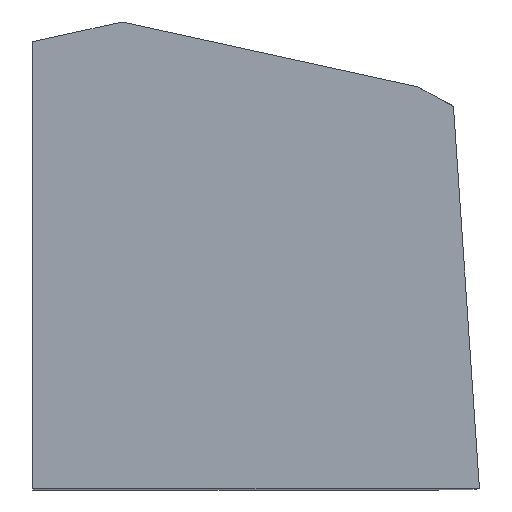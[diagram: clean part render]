
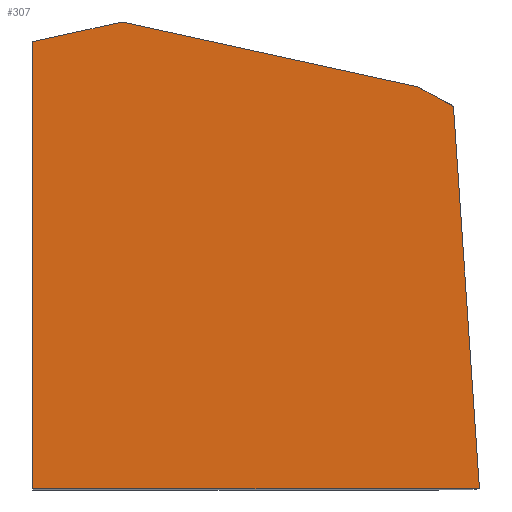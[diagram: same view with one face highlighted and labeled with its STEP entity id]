
A CAD part, top view. The second image highlights one B-rep face of the part: STEP entity #307.
In plain terms, the highlighted planar face has unit normal (0, 0, 1).
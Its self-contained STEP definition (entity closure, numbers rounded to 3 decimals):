
#24 = VERTEX_POINT('',#25);
#25 = CARTESIAN_POINT('',(0.463,0.483,1.));
#32 = PLANE('',#33);
#33 = AXIS2_PLACEMENT_3D('',#34,#35,#36);
#34 = CARTESIAN_POINT('',(0.302,0.4,0.553)
  );
#35 = DIRECTION('',(-0.207,-0.946,0.249));
#36 = DIRECTION('',(0.,-0.255,-0.967)
  );
#44 = PLANE('',#45);
#45 = AXIS2_PLACEMENT_3D('',#46,#47,#48);
#46 = CARTESIAN_POINT('',(0.491,0.468,0.982));
#47 = DIRECTION('',(-0.485,-0.874,-0.018)
  );
#48 = DIRECTION('',(-0.874,0.485,0.)
  );
#55 = EDGE_CURVE('',#24,#56,#58,.T.);
#56 = VERTEX_POINT('',#57);
#57 = CARTESIAN_POINT('',(0.108,0.561,1.));
#58 = SURFACE_CURVE('',#59,(#63,#70),.PCURVE_S1.);
#59 = LINE('',#60,#61);
#60 = CARTESIAN_POINT('',(0.463,0.483,1.));
#61 = VECTOR('',#62,1.);
#62 = DIRECTION('',(-0.977,0.214,0.));
#63 = PCURVE('',#32,#64);
#64 = DEFINITIONAL_REPRESENTATION('',(#65),#69);
#65 = LINE('',#66,#67);
#66 = CARTESIAN_POINT('',(-0.454,0.164));
#67 = VECTOR('',#68,1.);
#68 = DIRECTION('',(-0.055,-0.999));
#69 = ( GEOMETRIC_REPRESENTATION_CONTEXT(2) 
PARAMETRIC_REPRESENTATION_CONTEXT() REPRESENTATION_CONTEXT('2D SPACE',''
  ) );
#70 = PCURVE('',#71,#76);
#71 = PLANE('',#72);
#72 = AXIS2_PLACEMENT_3D('',#73,#74,#75);
#73 = CARTESIAN_POINT('',(0.252,0.254,1.));
#74 = DIRECTION('',(-0.,-0.,-1.));
#75 = DIRECTION('',(-1.,0.,0.));
#76 = DEFINITIONAL_REPRESENTATION('',(#77),#80);
#77 = B_SPLINE_CURVE_WITH_KNOTS('',1,(#78,#79),.UNSPECIFIED.,.F.,.F.,(2,
    2),(0.,0.364),.PIECEWISE_BEZIER_KNOTS.);
#78 = CARTESIAN_POINT('',(-0.211,0.228));
#79 = CARTESIAN_POINT('',(0.144,0.306));
#80 = ( GEOMETRIC_REPRESENTATION_CONTEXT(2) 
PARAMETRIC_REPRESENTATION_CONTEXT() REPRESENTATION_CONTEXT('2D SPACE',''
  ) );
#98 = PLANE('',#99);
#99 = AXIS2_PLACEMENT_3D('',#100,#101,#102);
#100 = CARTESIAN_POINT('',(0.075,0.399,
    0.483));
#101 = DIRECTION('',(0.207,-0.937,0.28));
#102 = DIRECTION('',(0.,-0.286,-0.958));
#177 = PLANE('',#178);
#178 = AXIS2_PLACEMENT_3D('',#179,#180,#181);
#179 = CARTESIAN_POINT('',(0.521,0.171,0.595)
  );
#180 = DIRECTION('',(-0.998,-0.068,
    0.011));
#181 = DIRECTION('',(0.068,-0.998,0.));
#192 = VERTEX_POINT('',#193);
#193 = CARTESIAN_POINT('',(0.506,0.459,1.));
#213 = EDGE_CURVE('',#192,#24,#214,.T.);
#214 = SURFACE_CURVE('',#215,(#219,#226),.PCURVE_S1.);
#215 = LINE('',#216,#217);
#216 = CARTESIAN_POINT('',(0.506,0.459,1.));
#217 = VECTOR('',#218,1.);
#218 = DIRECTION('',(-0.874,0.485,0.));
#219 = PCURVE('',#44,#220);
#220 = DEFINITIONAL_REPRESENTATION('',(#221),#225);
#221 = LINE('',#222,#223);
#222 = CARTESIAN_POINT('',(-0.018,-0.018));
#223 = VECTOR('',#224,1.);
#224 = DIRECTION('',(1.,0.));
#225 = ( GEOMETRIC_REPRESENTATION_CONTEXT(2) 
PARAMETRIC_REPRESENTATION_CONTEXT() REPRESENTATION_CONTEXT('2D SPACE',''
  ) );
#226 = PCURVE('',#71,#227);
#227 = DEFINITIONAL_REPRESENTATION('',(#228),#231);
#228 = B_SPLINE_CURVE_WITH_KNOTS('',1,(#229,#230),.UNSPECIFIED.,.F.,.F.,
  (2,2),(0.,0.049),.PIECEWISE_BEZIER_KNOTS.);
#229 = CARTESIAN_POINT('',(-0.254,0.205));
#230 = CARTESIAN_POINT('',(-0.211,0.228));
#231 = ( GEOMETRIC_REPRESENTATION_CONTEXT(2) 
PARAMETRIC_REPRESENTATION_CONTEXT() REPRESENTATION_CONTEXT('2D SPACE',''
  ) );
#261 = VERTEX_POINT('',#262);
#262 = CARTESIAN_POINT('',(0.537,0.,1.));
#276 = PLANE('',#277);
#277 = AXIS2_PLACEMENT_3D('',#278,#279,#280);
#278 = CARTESIAN_POINT('',(0.264,0.,0.506));
#279 = DIRECTION('',(0.,1.,0.));
#280 = DIRECTION('',(0.,-0.,1.));
#287 = EDGE_CURVE('',#261,#192,#288,.T.);
#288 = SURFACE_CURVE('',#289,(#293,#300),.PCURVE_S1.);
#289 = LINE('',#290,#291);
#290 = CARTESIAN_POINT('',(0.537,0.,1.));
#291 = VECTOR('',#292,1.);
#292 = DIRECTION('',(-0.068,0.998,0.));
#293 = PCURVE('',#177,#294);
#294 = DEFINITIONAL_REPRESENTATION('',(#295),#299);
#295 = LINE('',#296,#297);
#296 = CARTESIAN_POINT('',(0.172,0.405));
#297 = VECTOR('',#298,1.);
#298 = DIRECTION('',(-1.,0.));
#299 = ( GEOMETRIC_REPRESENTATION_CONTEXT(2) 
PARAMETRIC_REPRESENTATION_CONTEXT() REPRESENTATION_CONTEXT('2D SPACE',''
  ) );
#300 = PCURVE('',#71,#301);
#301 = DEFINITIONAL_REPRESENTATION('',(#302),#305);
#302 = B_SPLINE_CURVE_WITH_KNOTS('',1,(#303,#304),.UNSPECIFIED.,.F.,.F.,
  (2,2),(0.,0.46),.PIECEWISE_BEZIER_KNOTS.);
#303 = CARTESIAN_POINT('',(-0.285,-0.254));
#304 = CARTESIAN_POINT('',(-0.254,0.205));
#305 = ( GEOMETRIC_REPRESENTATION_CONTEXT(2) 
PARAMETRIC_REPRESENTATION_CONTEXT() REPRESENTATION_CONTEXT('2D SPACE',''
  ) );
#307 = ADVANCED_FACE('',(#308),#71,.F.);
#308 = FACE_BOUND('',#309,.F.);
#309 = EDGE_LOOP('',(#310,#311,#333,#360,#380,#381));
#310 = ORIENTED_EDGE('',*,*,#287,.F.);
#311 = ORIENTED_EDGE('',*,*,#312,.T.);
#312 = EDGE_CURVE('',#261,#313,#315,.T.);
#313 = VERTEX_POINT('',#314);
#314 = CARTESIAN_POINT('',(0.,0.,1.));
#315 = SURFACE_CURVE('',#316,(#320,#327),.PCURVE_S1.);
#316 = LINE('',#317,#318);
#317 = CARTESIAN_POINT('',(0.537,0.,1.));
#318 = VECTOR('',#319,1.);
#319 = DIRECTION('',(-1.,0.,0.));
#320 = PCURVE('',#71,#321);
#321 = DEFINITIONAL_REPRESENTATION('',(#322),#326);
#322 = LINE('',#323,#324);
#323 = CARTESIAN_POINT('',(-0.285,-0.254));
#324 = VECTOR('',#325,1.);
#325 = DIRECTION('',(1.,0.));
#326 = ( GEOMETRIC_REPRESENTATION_CONTEXT(2) 
PARAMETRIC_REPRESENTATION_CONTEXT() REPRESENTATION_CONTEXT('2D SPACE',''
  ) );
#327 = PCURVE('',#276,#328);
#328 = DEFINITIONAL_REPRESENTATION('',(#329),#332);
#329 = B_SPLINE_CURVE_WITH_KNOTS('',1,(#330,#331),.UNSPECIFIED.,.F.,.F.,
  (2,2),(0.,0.537),.PIECEWISE_BEZIER_KNOTS.);
#330 = CARTESIAN_POINT('',(0.494,0.273));
#331 = CARTESIAN_POINT('',(0.494,-0.264));
#332 = ( GEOMETRIC_REPRESENTATION_CONTEXT(2) 
PARAMETRIC_REPRESENTATION_CONTEXT() REPRESENTATION_CONTEXT('2D SPACE',''
  ) );
#333 = ORIENTED_EDGE('',*,*,#334,.T.);
#334 = EDGE_CURVE('',#313,#335,#337,.T.);
#335 = VERTEX_POINT('',#336);
#336 = CARTESIAN_POINT('',(0.,0.537,1.));
#337 = SURFACE_CURVE('',#338,(#342,#349),.PCURVE_S1.);
#338 = LINE('',#339,#340);
#339 = CARTESIAN_POINT('',(0.,0.,1.));
#340 = VECTOR('',#341,1.);
#341 = DIRECTION('',(0.,1.,0.));
#342 = PCURVE('',#71,#343);
#343 = DEFINITIONAL_REPRESENTATION('',(#344),#348);
#344 = LINE('',#345,#346);
#345 = CARTESIAN_POINT('',(0.252,-0.254));
#346 = VECTOR('',#347,1.);
#347 = DIRECTION('',(0.,1.));
#348 = ( GEOMETRIC_REPRESENTATION_CONTEXT(2) 
PARAMETRIC_REPRESENTATION_CONTEXT() REPRESENTATION_CONTEXT('2D SPACE',''
  ) );
#349 = PCURVE('',#350,#355);
#350 = PLANE('',#351);
#351 = AXIS2_PLACEMENT_3D('',#352,#353,#354);
#352 = CARTESIAN_POINT('',(0.,0.205,0.553));
#353 = DIRECTION('',(1.,0.,0.));
#354 = DIRECTION('',(-0.,0.,1.));
#355 = DEFINITIONAL_REPRESENTATION('',(#356),#359);
#356 = B_SPLINE_CURVE_WITH_KNOTS('',1,(#357,#358),.UNSPECIFIED.,.F.,.F.,
  (2,2),(0.,0.537),.PIECEWISE_BEZIER_KNOTS.);
#357 = CARTESIAN_POINT('',(0.447,0.205));
#358 = CARTESIAN_POINT('',(0.447,-0.332));
#359 = ( GEOMETRIC_REPRESENTATION_CONTEXT(2) 
PARAMETRIC_REPRESENTATION_CONTEXT() REPRESENTATION_CONTEXT('2D SPACE',''
  ) );
#360 = ORIENTED_EDGE('',*,*,#361,.T.);
#361 = EDGE_CURVE('',#335,#56,#362,.T.);
#362 = SURFACE_CURVE('',#363,(#367,#374),.PCURVE_S1.);
#363 = LINE('',#364,#365);
#364 = CARTESIAN_POINT('',(0.,0.537,1.));
#365 = VECTOR('',#366,1.);
#366 = DIRECTION('',(0.977,0.215,0.));
#367 = PCURVE('',#71,#368);
#368 = DEFINITIONAL_REPRESENTATION('',(#369),#373);
#369 = LINE('',#370,#371);
#370 = CARTESIAN_POINT('',(0.252,0.283));
#371 = VECTOR('',#372,1.);
#372 = DIRECTION('',(-0.977,0.215));
#373 = ( GEOMETRIC_REPRESENTATION_CONTEXT(2) 
PARAMETRIC_REPRESENTATION_CONTEXT() REPRESENTATION_CONTEXT('2D SPACE',''
  ) );
#374 = PCURVE('',#98,#375);
#375 = DEFINITIONAL_REPRESENTATION('',(#376),#379);
#376 = B_SPLINE_CURVE_WITH_KNOTS('',1,(#377,#378),.UNSPECIFIED.,.F.,.F.,
  (2,2),(0.,0.11),.PIECEWISE_BEZIER_KNOTS.);
#377 = CARTESIAN_POINT('',(-0.535,-0.076));
#378 = CARTESIAN_POINT('',(-0.542,0.034));
#379 = ( GEOMETRIC_REPRESENTATION_CONTEXT(2) 
PARAMETRIC_REPRESENTATION_CONTEXT() REPRESENTATION_CONTEXT('2D SPACE',''
  ) );
#380 = ORIENTED_EDGE('',*,*,#55,.F.);
#381 = ORIENTED_EDGE('',*,*,#213,.F.);
